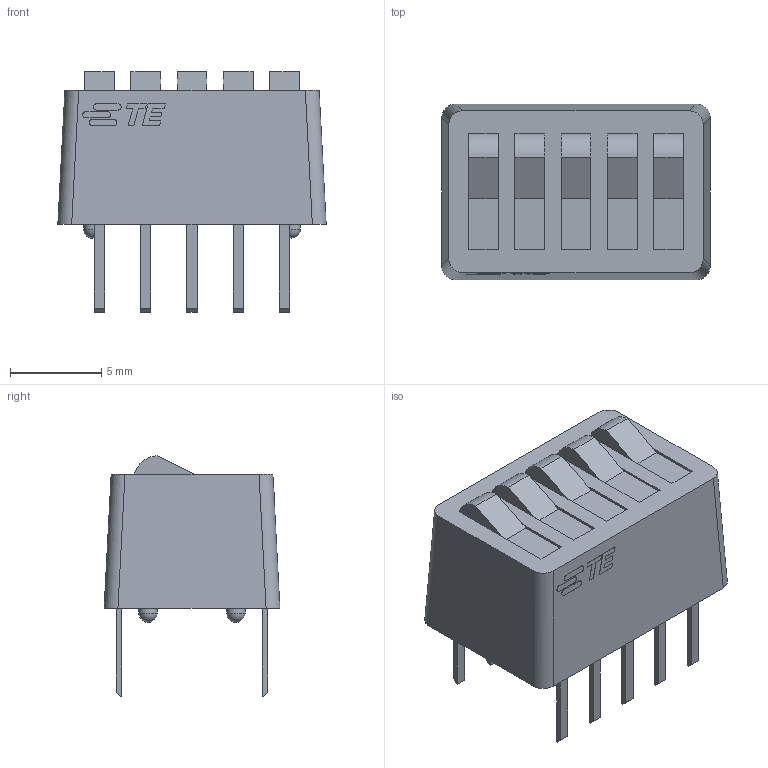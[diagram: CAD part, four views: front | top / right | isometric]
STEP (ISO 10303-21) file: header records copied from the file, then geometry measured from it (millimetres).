
FILE_DESCRIPTION(/* description */ (''),/* implementation_level */ '2;1');
FILE_NAME(/* name */ 'TE Connectivity 3-5435640-6.stp',/* time_stamp */ '2021-01-20T14:14:55-04:00',/* author */ ('Alxs'),/* organization */ (''),/* preprocessor_version */ 'ST-DEVELOPER v18',/* originating_system */ 'Autodesk Inventor 2020',/* authorisation */ '');
FILE_SCHEMA (('AUTOMOTIVE_DESIGN { 1 0 10303 214 3 1 1 }'));
Length unit declared in the file: inch
Products named in the file (5): Ensamblaje4; Pieza76; Pieza77; Pieza78; Pieza79
Assembly tree (4 placements, depth 2):
  Ensamblaje4
    Pieza76
    Pieza77
    Pieza78
    Pieza79
Bounding box: 14.73 x 9.65 x 13.21 mm (x, y, z)
Volume: 998.8 mm3; surface area: 866.5 mm2
Topology: 21 solids, 21 shells, 204 faces, 518 edges, 404 vertices
Faces by surface type: plane 173, cylinder 14, bspline 13, sphere 4
Full cylindrical faces by diameter (mm): 1.016 x4
Entity records: 6175 total; most frequent: CARTESIAN_POINT 1277, ORIENTED_EDGE 942, DIRECTION 905, EDGE_CURVE 471, LINE 405, VECTOR 405, VERTEX_POINT 318, AXIS2_PLACEMENT_3D 250
